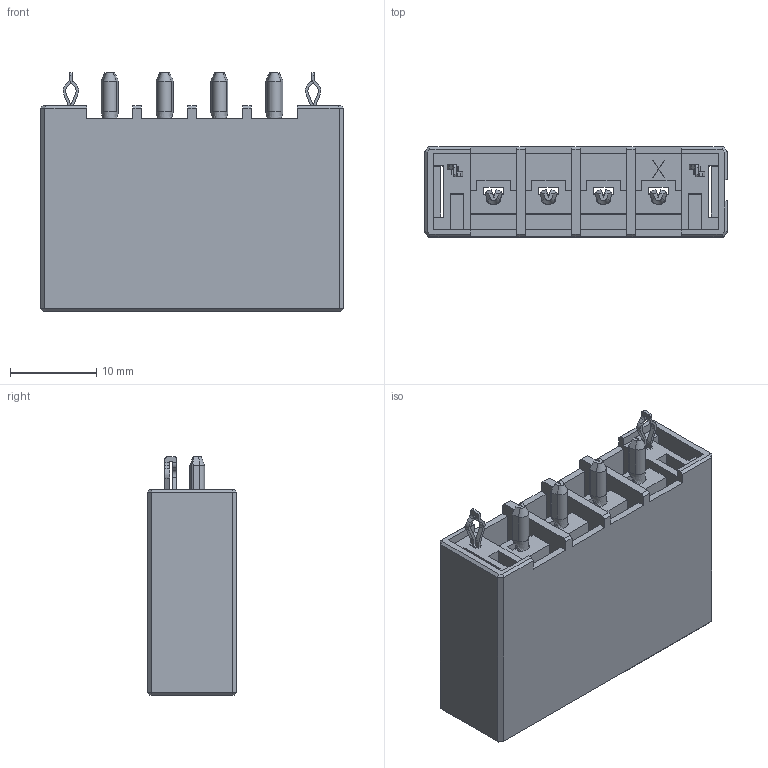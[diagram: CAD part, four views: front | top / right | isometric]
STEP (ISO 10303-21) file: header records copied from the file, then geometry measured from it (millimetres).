
FILE_DESCRIPTION( ('This file contains a STEP AP42 implementation' ,'as created by ZW3D STEP Interface translator.') ,'2;1' );
FILE_NAME( 'WD6350-1WSXXW4BT0X.stp' ,'2312 8.1614 9', (''), ('ZWCAD Software Co.'), 'Version 1.0', 'ZW3D to STEP translator', '' );
FILE_SCHEMA(('AUTOMOTIVE_DESIGN { 1 0 10303 214 1 1 1 1 }'));
Length unit declared in the file: millimetre
Products named in the file (2): 0; WD6350-1WSXXW4BT0X
Bounding box: 35.05 x 10.4 x 27.6 mm (x, y, z)
Volume: 3810.2 mm3; surface area: 6619.4 mm2
Topology: 1 solids, 1 shells, 666 faces, 1849 edges, 1202 vertices
Faces by surface type: plane 524, bspline 76, cylinder 66
Entity records: 26278 total; most frequent: CARTESIAN_POINT 8966, ORIENTED_EDGE 3682, DIRECTION 3011, EDGE_CURVE 1841, VECTOR 1557, LINE 1557, VERTEX_POINT 1202, AXIS2_PLACEMENT_3D 727
